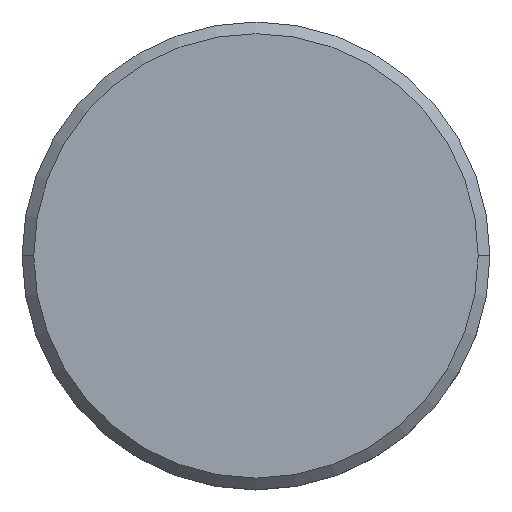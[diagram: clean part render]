
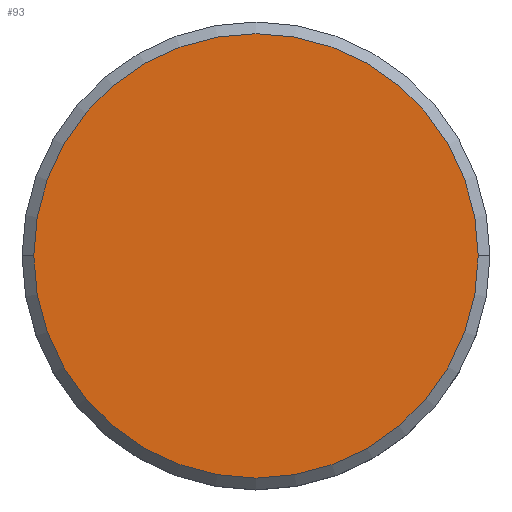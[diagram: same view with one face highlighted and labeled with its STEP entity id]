
A CAD part, top view. The second image highlights one B-rep face of the part: STEP entity #93.
In plain terms, the highlighted planar face has unit normal (0, 0, 1).
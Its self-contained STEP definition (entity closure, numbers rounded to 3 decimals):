
#5 = DIRECTION ( 'NONE',  ( 1., 0., 0. ) ) ;
#26 = AXIS2_PLACEMENT_3D ( 'NONE', #53, #400, #638 ) ;
#37 = ORIENTED_EDGE ( 'NONE', *, *, #475, .T. ) ;
#53 = CARTESIAN_POINT ( 'NONE',  ( 0., 0., 0. ) ) ;
#93 = ADVANCED_FACE ( 'NONE', ( #135 ), #456, .T. ) ;
#135 = FACE_OUTER_BOUND ( 'NONE', #635, .T. ) ;
#178 = EDGE_CURVE ( 'NONE', #1045, #847, #929, .T. ) ;
#300 = AXIS2_PLACEMENT_3D ( 'NONE', #637, #470, #877 ) ;
#308 = DIRECTION ( 'NONE',  ( 0., 0., 1. ) ) ;
#400 = DIRECTION ( 'NONE',  ( 0., 0., 1. ) ) ;
#456 = PLANE ( 'NONE',  #26 ) ;
#470 = DIRECTION ( 'NONE',  ( 0., 0., 1. ) ) ;
#475 = EDGE_CURVE ( 'NONE', #847, #1045, #658, .T. ) ;
#559 = CARTESIAN_POINT ( 'NONE',  ( 0., 0., 0. ) ) ;
#582 = CARTESIAN_POINT ( 'NONE',  ( -9.5, 0., 0. ) ) ;
#635 = EDGE_LOOP ( 'NONE', ( #746, #37 ) ) ;
#637 = CARTESIAN_POINT ( 'NONE',  ( 0., 0., 0. ) ) ;
#638 = DIRECTION ( 'NONE',  ( 1., 0., 0. ) ) ;
#658 = CIRCLE ( 'NONE', #300, 9.5 ) ;
#746 = ORIENTED_EDGE ( 'NONE', *, *, #178, .T. ) ;
#777 = CARTESIAN_POINT ( 'NONE',  ( 9.5, 0., 0. ) ) ;
#847 = VERTEX_POINT ( 'NONE', #777 ) ;
#877 = DIRECTION ( 'NONE',  ( 1., 0., 0. ) ) ;
#929 = CIRCLE ( 'NONE', #1053, 9.5 ) ;
#1045 = VERTEX_POINT ( 'NONE', #582 ) ;
#1053 = AXIS2_PLACEMENT_3D ( 'NONE', #559, #308, #5 ) ;
